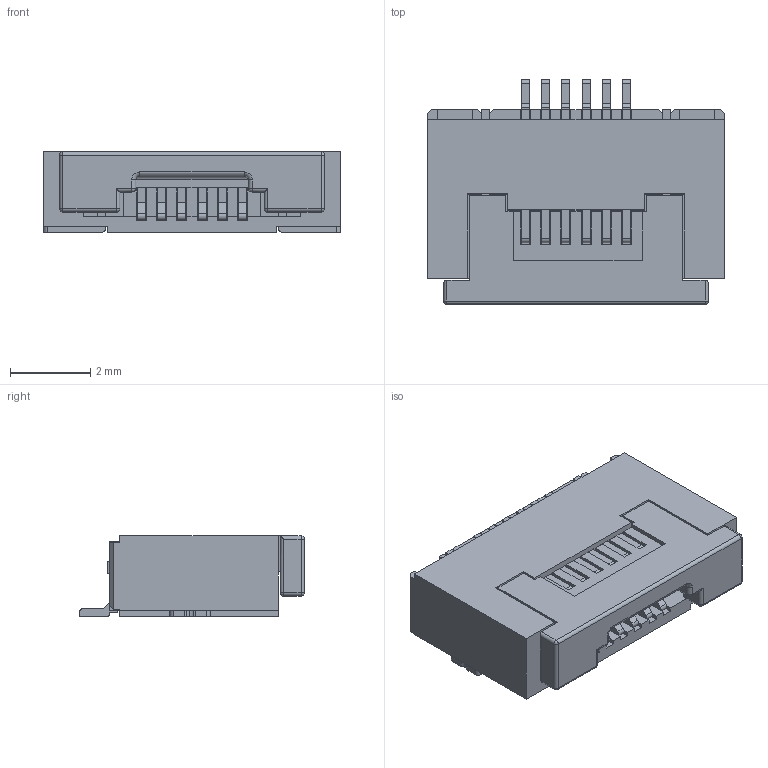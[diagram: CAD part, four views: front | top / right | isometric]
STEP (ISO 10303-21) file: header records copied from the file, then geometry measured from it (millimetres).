
FILE_DESCRIPTION (( 'STEP AP214' ), '1' );
FILE_NAME ('FPC-SMD_6P-P0.50_XUNPU_FPC-05F-6PH20.STEP', '2021-09-13T13:32:34', ( '' ), ( '' ), 'SwSTEP 2.0', 'SolidWorks 2020', '' );
FILE_SCHEMA (( 'AUTOMOTIVE_DESIGN' ));
Length unit declared in the file: millimetre
Products named in the file (1): FPC-SMD_6P-P0.50_XUNPU_FPC-05F-6PH20
Bounding box: 7.4 x 5.6 x 2 mm (x, y, z)
Volume: 48.1 mm3; surface area: 327 mm2
Topology: 10 solids, 10 shells, 458 faces, 1301 edges, 844 vertices
Faces by surface type: plane 363, cylinder 71, bspline 14, sphere 8, torus 2
Entity records: 20554 total; most frequent: CARTESIAN_POINT 3552, ORIENTED_EDGE 2582, DIRECTION 2269, EDGE_CURVE 1291, LINE 1131, VECTOR 1131, VERTEX_POINT 844, AXIS2_PLACEMENT_3D 569
